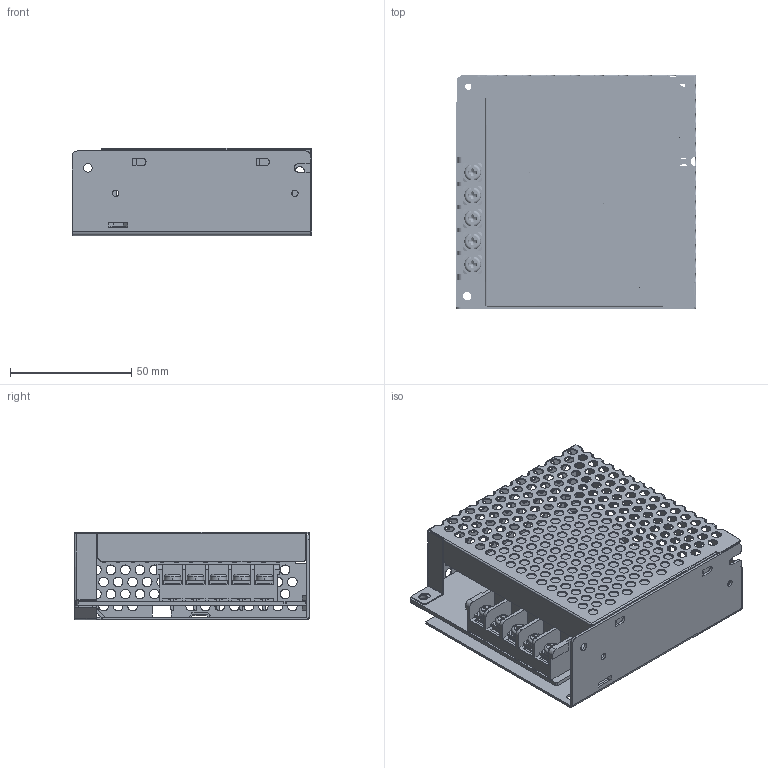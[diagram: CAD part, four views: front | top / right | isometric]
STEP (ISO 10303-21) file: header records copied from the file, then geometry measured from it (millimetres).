
FILE_DESCRIPTION (( 'STEP AP214' ), '1' );
FILE_NAME ('SA-15~25W三维图-202505.STEP', '2025-05-07T03:03:30', ( '万丰电脑' ), ( '电话：0577-62733550' ), 'SwSTEP 2.0', 'SolidWorks 2020', '' );
FILE_SCHEMA (( 'AUTOMOTIVE_DESIGN' ));
Length unit declared in the file: millimetre
Products named in the file (7): 傷赽蚾饜DUANZI; SA-15-25傷赽蹟佪; SA-15-25菁諉盄傷赽1; SA-15-25奻厙欶; SA-15-25菁; SA-15~25W三维图-202505; SA-15-25PCB°å
Assembly tree (10 placements, depth 3):
  SA-15~25W三维图-202505
    SA-15-25菁
    SA-15-25PCB°å
    SA-15-25奻厙欶
    傷赽蚾饜DUANZI
      SA-15-25菁諉盄傷赽1
      SA-15-25傷赽蹟佪  x5
Bounding box: 99 x 97.05 x 36.1 mm (x, y, z)
Volume: 34514.3 mm3; surface area: 77999.1 mm2
Topology: 8 solids, 11 shells, 1729 faces, 5416 edges, 3639 vertices
Faces by surface type: cylinder 1043, plane 567, bspline 62, cone 42, torus 15
Entity records: 90641 total; most frequent: CARTESIAN_POINT 44176, ORIENTED_EDGE 9764, DIRECTION 7544, EDGE_CURVE 4886, VERTEX_POINT 3315, AXIS2_PLACEMENT_3D 2655, EDGE_LOOP 2370, VECTOR 2234
